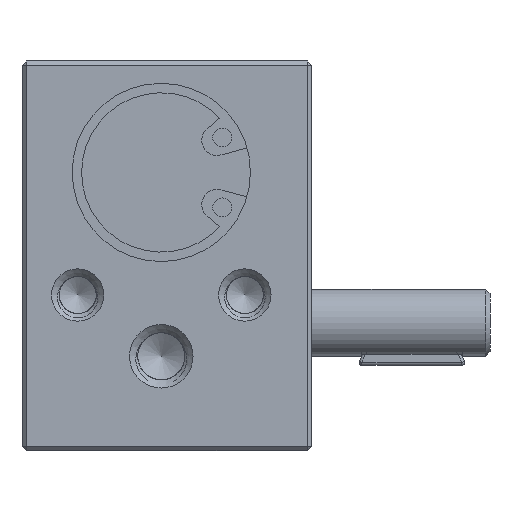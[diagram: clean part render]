
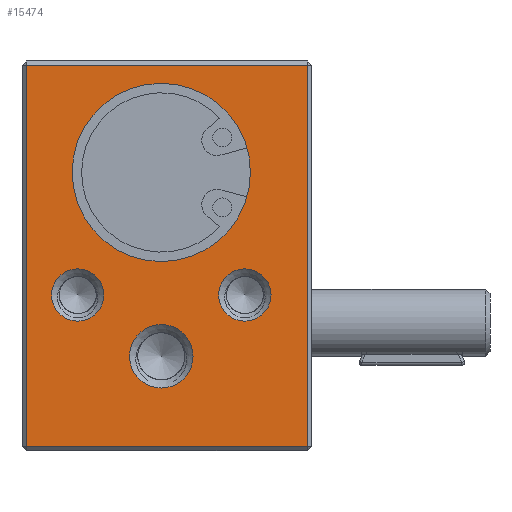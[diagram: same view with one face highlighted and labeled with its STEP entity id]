
A CAD part, left-side view. The second image highlights one B-rep face of the part: STEP entity #15474.
In plain terms, the highlighted planar face has unit normal (-1, 0, 0).
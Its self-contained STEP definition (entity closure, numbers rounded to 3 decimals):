
#278=FACE_BOUND('',#1751,.T.);
#279=FACE_BOUND('',#1752,.T.);
#280=FACE_BOUND('',#1753,.T.);
#281=FACE_BOUND('',#1754,.T.);
#340=PLANE('',#16481);
#857=FACE_OUTER_BOUND('',#1750,.T.);
#1750=EDGE_LOOP('',(#11157,#11158,#11159,#11160));
#1751=EDGE_LOOP('',(#11161));
#1752=EDGE_LOOP('',(#11162));
#1753=EDGE_LOOP('',(#11163));
#1754=EDGE_LOOP('',(#11164));
#2356=CIRCLE('',#16482,8.);
#2357=CIRCLE('',#16483,2.85);
#2358=CIRCLE('',#16484,2.35);
#2359=CIRCLE('',#16485,2.35);
#4652=LINE('',#33805,#5145);
#4659=LINE('',#33817,#5152);
#4670=LINE('',#33839,#5163);
#4675=LINE('',#33846,#5168);
#5145=VECTOR('',#18207,10.);
#5152=VECTOR('',#18220,10.);
#5163=VECTOR('',#18241,10.);
#5168=VECTOR('',#18250,10.);
#6198=VERTEX_POINT('',#33779);
#6204=VERTEX_POINT('',#33798);
#6208=VERTEX_POINT('',#33813);
#6212=VERTEX_POINT('',#33832);
#6215=VERTEX_POINT('',#33855);
#6216=VERTEX_POINT('',#33857);
#6217=VERTEX_POINT('',#33859);
#6218=VERTEX_POINT('',#33861);
#8184=EDGE_CURVE('',#6204,#6198,#4652,.T.);
#8191=EDGE_CURVE('',#6198,#6208,#4659,.T.);
#8202=EDGE_CURVE('',#6212,#6204,#4670,.T.);
#8207=EDGE_CURVE('',#6208,#6212,#4675,.T.);
#8212=EDGE_CURVE('',#6215,#6215,#2356,.T.);
#8213=EDGE_CURVE('',#6216,#6216,#2357,.T.);
#8214=EDGE_CURVE('',#6217,#6217,#2358,.T.);
#8215=EDGE_CURVE('',#6218,#6218,#2359,.T.);
#11157=ORIENTED_EDGE('',*,*,#8184,.F.);
#11158=ORIENTED_EDGE('',*,*,#8202,.F.);
#11159=ORIENTED_EDGE('',*,*,#8207,.F.);
#11160=ORIENTED_EDGE('',*,*,#8191,.F.);
#11161=ORIENTED_EDGE('',*,*,#8212,.T.);
#11162=ORIENTED_EDGE('',*,*,#8213,.T.);
#11163=ORIENTED_EDGE('',*,*,#8214,.T.);
#11164=ORIENTED_EDGE('',*,*,#8215,.T.);
#15474=ADVANCED_FACE('',(#857,#278,#279,#280,#281),#340,.T.);
#16481=AXIS2_PLACEMENT_3D('',#33854,#18261,#18262);
#16482=AXIS2_PLACEMENT_3D('',#33856,#18263,#18264);
#16483=AXIS2_PLACEMENT_3D('',#33858,#18265,#18266);
#16484=AXIS2_PLACEMENT_3D('',#33860,#18267,#18268);
#16485=AXIS2_PLACEMENT_3D('',#33862,#18269,#18270);
#18207=DIRECTION('',(0.,1.,0.));
#18220=DIRECTION('',(0.,0.,1.));
#18241=DIRECTION('',(0.,0.,-1.));
#18250=DIRECTION('',(0.,-1.,0.));
#18261=DIRECTION('center_axis',(-1.,0.,0.));
#18262=DIRECTION('ref_axis',(0.,-1.,0.));
#18263=DIRECTION('center_axis',(1.,0.,0.));
#18264=DIRECTION('ref_axis',(0.,0.,1.));
#18265=DIRECTION('center_axis',(1.,0.,0.));
#18266=DIRECTION('ref_axis',(0.,-1.,0.));
#18267=DIRECTION('center_axis',(1.,0.,0.));
#18268=DIRECTION('ref_axis',(0.,-1.,0.));
#18269=DIRECTION('center_axis',(1.,0.,0.));
#18270=DIRECTION('ref_axis',(0.,-1.,0.));
#33779=CARTESIAN_POINT('',(0.,25.6,0.4));
#33798=CARTESIAN_POINT('',(0.,0.4,0.4));
#33805=CARTESIAN_POINT('',(0.,19.5,0.4));
#33813=CARTESIAN_POINT('',(0.,25.6,34.6));
#33817=CARTESIAN_POINT('',(0.,25.6,0.));
#33832=CARTESIAN_POINT('',(0.,0.4,34.6));
#33839=CARTESIAN_POINT('',(0.,0.4,0.));
#33846=CARTESIAN_POINT('',(0.,19.5,34.6));
#33854=CARTESIAN_POINT('Origin',(0.,26.,0.));
#33855=CARTESIAN_POINT('',(0.,13.5,17.));
#33856=CARTESIAN_POINT('Origin',(0.,13.5,25.));
#33857=CARTESIAN_POINT('',(0.,16.35,8.5));
#33858=CARTESIAN_POINT('Origin',(0.,13.5,8.5));
#33859=CARTESIAN_POINT('',(0.,8.35,14.));
#33860=CARTESIAN_POINT('Origin',(0.,6.,14.));
#33861=CARTESIAN_POINT('',(0.,23.35,14.));
#33862=CARTESIAN_POINT('Origin',(0.,21.,14.));
